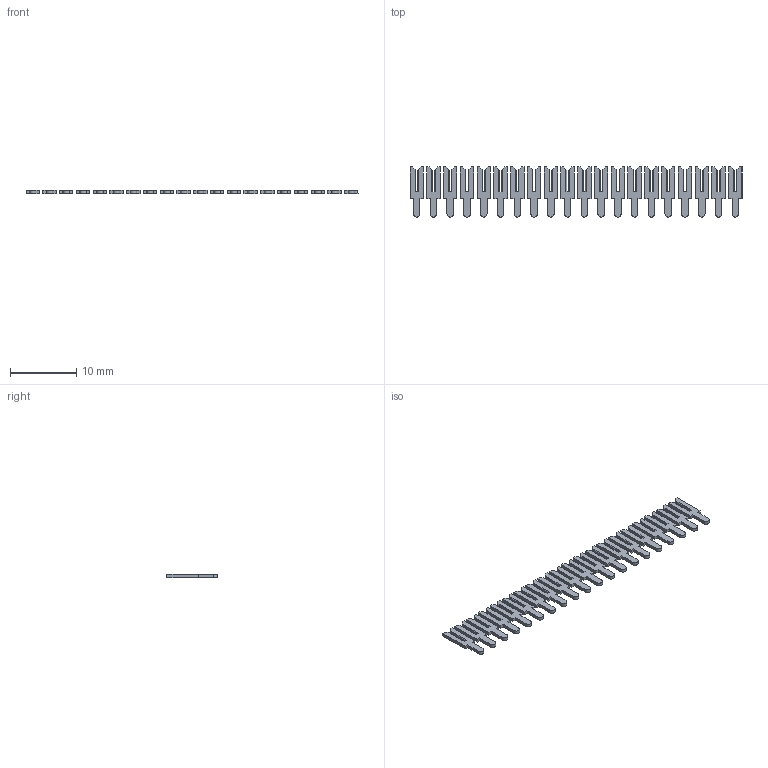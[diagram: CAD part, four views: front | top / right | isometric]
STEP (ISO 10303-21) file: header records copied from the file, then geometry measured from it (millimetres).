
FILE_DESCRIPTION (( 'STEP AP203' ), '1' );
FILE_NAME ('103-020-253-100.STEP', '2020-04-16T15:45:16', ( '' ), ( '' ), 'SwSTEP 2.0', 'SolidWorks 2016', '' );
FILE_SCHEMA (( 'CONFIG_CONTROL_DESIGN' ));
Length unit declared in the file: inch
Products named in the file (2): 100-290-001_100-290-253; 103-020-253-100
Assembly tree (20 placements, depth 2):
  103-020-253-100
    100-290-001_100-290-253  x20
Bounding box: 50.29 x 7.62 x 0.51 mm (x, y, z)
Volume: 110.4 mm3; surface area: 688.1 mm2
Topology: 20 solids, 20 shells, 400 faces, 1080 edges, 720 vertices
Faces by surface type: plane 380, cylinder 20
Entity records: 1428 total; most frequent: DIRECTION 142, CARTESIAN_POINT 133, ORIENTED_EDGE 108, EDGE_CURVE 54, LINE 52, VECTOR 52, DATE_AND_TIME 50, LOCAL_TIME 50
